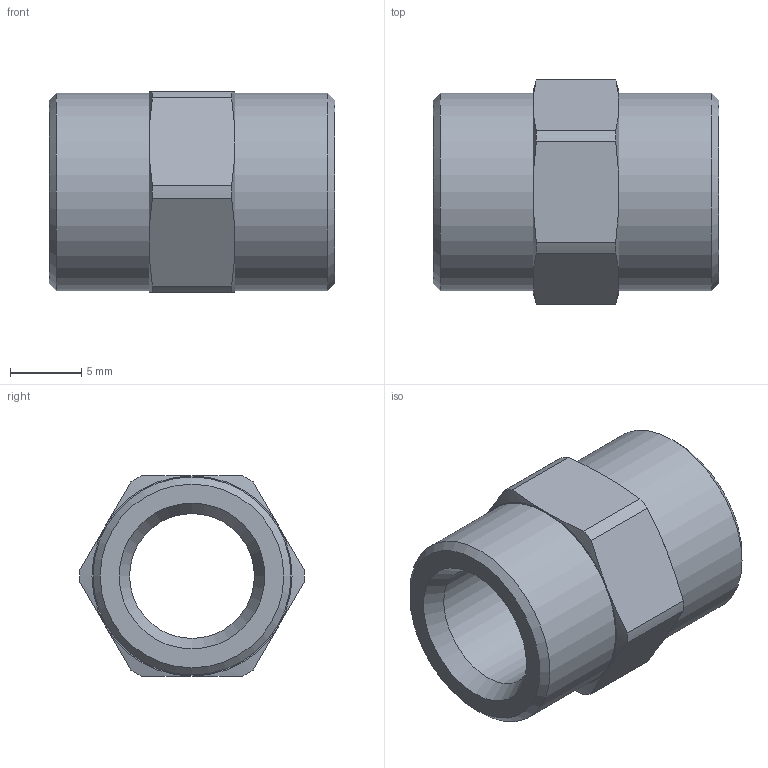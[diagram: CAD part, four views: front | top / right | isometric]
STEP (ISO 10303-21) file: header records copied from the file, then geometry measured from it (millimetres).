
FILE_DESCRIPTION(/* description */ (''),/* implementation_level */ '2;1');
FILE_NAME(/* name */ 'mu_18_hd.stp',/* time_stamp */ '2017-01-19T10:05:43+01:00',/* author */ ('leitheußer'),/* organization */ (''),/* preprocessor_version */ 'ST-DEVELOPER v15.6',/* originating_system */ 'Autodesk Inventor LT ',/* authorisation */ '');
FILE_SCHEMA (('AUTOMOTIVE_DESIGN { 1 0 10303 214 3 1 1 }'));
Length unit declared in the file: millimetre
Products named in the file (1): 301201
Bounding box: 20 x 15.7 x 14 mm (x, y, z)
Volume: 1886.8 mm3; surface area: 1602.4 mm2
Topology: 1 solids, 1 shells, 35 faces, 79 edges, 48 vertices
Faces by surface type: cone 16, plane 10, cylinder 9
Full cylindrical faces by diameter (mm): 8.73 x1, 13.85 x2
Entity records: 926 total; most frequent: CARTESIAN_POINT 200, DIRECTION 152, ORIENTED_EDGE 140, EDGE_CURVE 70, AXIS2_PLACEMENT_3D 70, EDGE_LOOP 46, VERTEX_POINT 46, FACE_OUTER_BOUND 35
